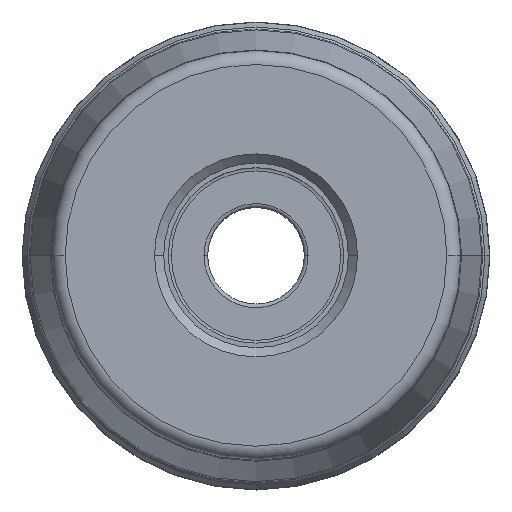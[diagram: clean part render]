
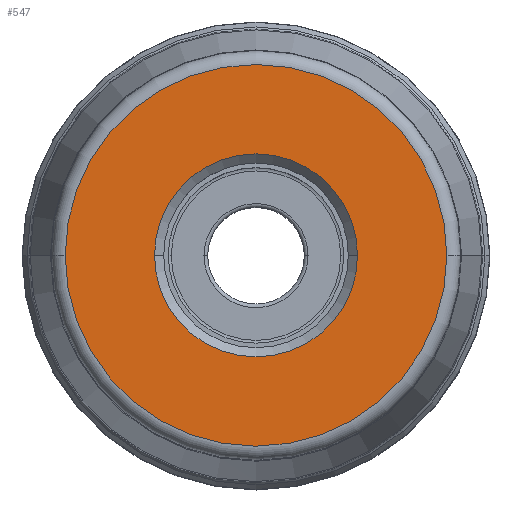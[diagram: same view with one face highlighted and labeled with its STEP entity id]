
A CAD part, top view. The second image highlights one B-rep face of the part: STEP entity #547.
In plain terms, the highlighted planar face has unit normal (0, 0, 1).
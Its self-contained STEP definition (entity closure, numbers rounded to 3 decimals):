
#547=ADVANCED_FACE('',(#594,#595),#582,.F.);
#582=PLANE('',#3254);
#594=FACE_BOUND('',#739,.T.);
#595=FACE_BOUND('',#740,.T.);
#739=EDGE_LOOP('',(#1354,#1355,#1356,#1357));
#740=EDGE_LOOP('',(#1358,#1359,#1360,#1361));
#1354=ORIENTED_EDGE('',*,*,#2046,.F.);
#1355=ORIENTED_EDGE('',*,*,#2044,.F.);
#1356=ORIENTED_EDGE('',*,*,#2043,.T.);
#1357=ORIENTED_EDGE('',*,*,#2047,.T.);
#1358=ORIENTED_EDGE('',*,*,#2048,.T.);
#1359=ORIENTED_EDGE('',*,*,#2049,.T.);
#1360=ORIENTED_EDGE('',*,*,#2050,.T.);
#1361=ORIENTED_EDGE('',*,*,#2051,.T.);
#1692=VERTEX_POINT('',#7065);
#1693=VERTEX_POINT('',#7067);
#1694=VERTEX_POINT('',#7069);
#1695=VERTEX_POINT('',#7073);
#1696=VERTEX_POINT('',#7077);
#1697=VERTEX_POINT('',#7078);
#1698=VERTEX_POINT('',#7080);
#1699=VERTEX_POINT('',#7082);
#2043=EDGE_CURVE('',#1693,#1692,#2502,.T.);
#2044=EDGE_CURVE('',#1693,#1694,#2503,.T.);
#2046=EDGE_CURVE('',#1694,#1695,#2505,.T.);
#2047=EDGE_CURVE('',#1692,#1695,#2506,.T.);
#2048=EDGE_CURVE('',#1696,#1697,#2507,.T.);
#2049=EDGE_CURVE('',#1697,#1698,#2508,.T.);
#2050=EDGE_CURVE('',#1698,#1699,#2509,.T.);
#2051=EDGE_CURVE('',#1699,#1696,#2510,.T.);
#2502=CIRCLE('',#3243,20.725);
#2503=CIRCLE('',#3244,20.725);
#2505=CIRCLE('',#3247,20.725);
#2506=CIRCLE('',#3248,20.725);
#2507=CIRCLE('',#3250,11.025);
#2508=CIRCLE('',#3251,11.025);
#2509=CIRCLE('',#3252,11.025);
#2510=CIRCLE('',#3253,11.025);
#3243=AXIS2_PLACEMENT_3D('',#7066,#4011,#4012);
#3244=AXIS2_PLACEMENT_3D('',#7068,#4013,#4014);
#3247=AXIS2_PLACEMENT_3D('',#7072,#4019,#4020);
#3248=AXIS2_PLACEMENT_3D('',#7074,#4021,#4022);
#3250=AXIS2_PLACEMENT_3D('',#7076,#4025,#4026);
#3251=AXIS2_PLACEMENT_3D('',#7079,#4027,#4028);
#3252=AXIS2_PLACEMENT_3D('',#7081,#4029,#4030);
#3253=AXIS2_PLACEMENT_3D('',#7083,#4031,#4032);
#3254=AXIS2_PLACEMENT_3D('',#7084,#4033,#4034);
#4011=DIRECTION('',(0.,0.,1.));
#4012=DIRECTION('',(1.,0.,0.));
#4013=DIRECTION('',(0.,0.,-1.));
#4014=DIRECTION('',(-1.,0.,0.));
#4019=DIRECTION('',(0.,0.,-1.));
#4020=DIRECTION('',(-1.,0.,0.));
#4021=DIRECTION('',(0.,0.,1.));
#4022=DIRECTION('',(1.,0.,0.));
#4025=DIRECTION('',(0.,0.,-1.));
#4026=DIRECTION('',(0.,-1.,0.));
#4027=DIRECTION('',(0.,0.,-1.));
#4028=DIRECTION('',(-1.,0.,0.));
#4029=DIRECTION('',(0.,0.,-1.));
#4030=DIRECTION('',(0.,1.,0.));
#4031=DIRECTION('',(0.,0.,-1.));
#4032=DIRECTION('',(1.,0.,0.));
#4033=DIRECTION('',(0.,0.,-1.));
#4034=DIRECTION('',(1.,0.,0.));
#7065=CARTESIAN_POINT('',(20.725,0.,0.));
#7066=CARTESIAN_POINT('',(0.,0.,0.));
#7067=CARTESIAN_POINT('',(20.725,-0.02,0.));
#7068=CARTESIAN_POINT('',(0.,0.,0.));
#7069=CARTESIAN_POINT('',(-20.725,0.,0.));
#7072=CARTESIAN_POINT('',(0.,0.,0.));
#7073=CARTESIAN_POINT('',(-20.725,0.02,0.));
#7074=CARTESIAN_POINT('',(0.,0.,0.));
#7076=CARTESIAN_POINT('',(0.,0.,0.));
#7077=CARTESIAN_POINT('',(0.,-11.025,0.));
#7078=CARTESIAN_POINT('',(-11.025,0.,0.));
#7079=CARTESIAN_POINT('',(0.,0.,0.));
#7080=CARTESIAN_POINT('',(0.,11.025,0.));
#7081=CARTESIAN_POINT('',(0.,0.,0.));
#7082=CARTESIAN_POINT('',(11.025,0.,0.));
#7083=CARTESIAN_POINT('',(0.,0.,0.));
#7084=CARTESIAN_POINT('',(0.,0.,0.));
